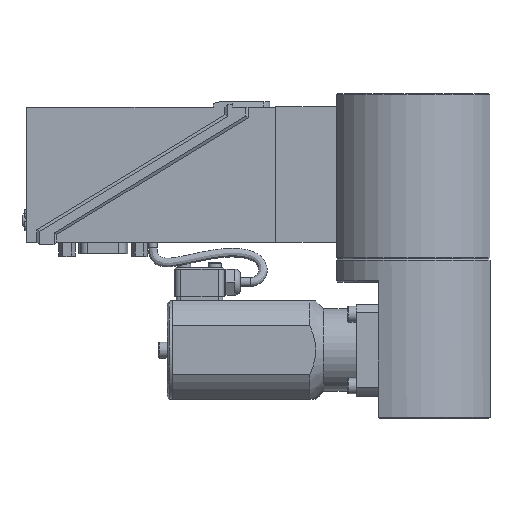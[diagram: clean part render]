
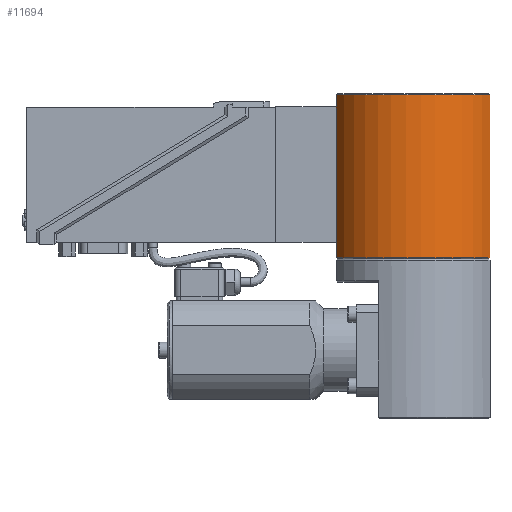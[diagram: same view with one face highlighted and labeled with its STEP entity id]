
A CAD part, left-side view. The second image highlights one B-rep face of the part: STEP entity #11694.
In plain terms, the highlighted cylindrical face has radius 29.5 mm (diameter 59 mm), a partial arc.
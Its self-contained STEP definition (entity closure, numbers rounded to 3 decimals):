
#1077=FACE_OUTER_BOUND('',#1794,.T.);
#1794=EDGE_LOOP('',(#8729,#8730,#8731,#8732));
#2472=CIRCLE('',#12507,29.5);
#2473=CIRCLE('',#12512,29.5);
#3146=LINE('',#28885,#4150);
#3147=LINE('',#28888,#4151);
#4150=VECTOR('',#14284,56.2);
#4151=VECTOR('',#14287,56.2);
#5222=VERTEX_POINT('',#28859);
#5223=VERTEX_POINT('',#28864);
#5224=VERTEX_POINT('',#28884);
#5225=VERTEX_POINT('',#28886);
#6507=EDGE_CURVE('',#5222,#5223,#2472,.T.);
#6513=EDGE_CURVE('',#5222,#5224,#3146,.T.);
#6514=EDGE_CURVE('',#5225,#5224,#2473,.T.);
#6515=EDGE_CURVE('',#5223,#5225,#3147,.T.);
#8729=ORIENTED_EDGE('',*,*,#6507,.F.);
#8730=ORIENTED_EDGE('',*,*,#6513,.T.);
#8731=ORIENTED_EDGE('',*,*,#6514,.F.);
#8732=ORIENTED_EDGE('',*,*,#6515,.F.);
#11080=CYLINDRICAL_SURFACE('',#12511,29.5);
#11694=ADVANCED_FACE('',(#1077),#11080,.T.);
#12507=AXIS2_PLACEMENT_3D('',#28865,#14272,#14273);
#12511=AXIS2_PLACEMENT_3D('',#28883,#14282,#14283);
#12512=AXIS2_PLACEMENT_3D('',#28887,#14285,#14286);
#14272=DIRECTION('center_axis',(0.,0.,-1.));
#14273=DIRECTION('ref_axis',(-1.,0.,0.));
#14282=DIRECTION('center_axis',(0.,0.,1.));
#14283=DIRECTION('ref_axis',(-1.,0.,0.));
#14284=DIRECTION('',(0.,0.,1.));
#14285=DIRECTION('center_axis',(0.,0.,1.));
#14286=DIRECTION('ref_axis',(-1.,0.,0.));
#14287=DIRECTION('',(0.,0.,1.));
#28859=CARTESIAN_POINT('',(-13.011,-61.294,-15.7));
#28864=CARTESIAN_POINT('',(-13.011,-8.294,-15.7));
#28865=CARTESIAN_POINT('Origin',(-0.05,-34.794,-15.7));
#28883=CARTESIAN_POINT('Origin',(-0.05,-34.794,-16.1));
#28884=CARTESIAN_POINT('',(-13.011,-61.294,40.5));
#28885=CARTESIAN_POINT('',(-13.011,-61.294,-15.7));
#28886=CARTESIAN_POINT('',(-13.011,-8.294,40.5));
#28887=CARTESIAN_POINT('Origin',(-0.05,-34.794,40.5));
#28888=CARTESIAN_POINT('',(-13.011,-8.294,-15.7));
